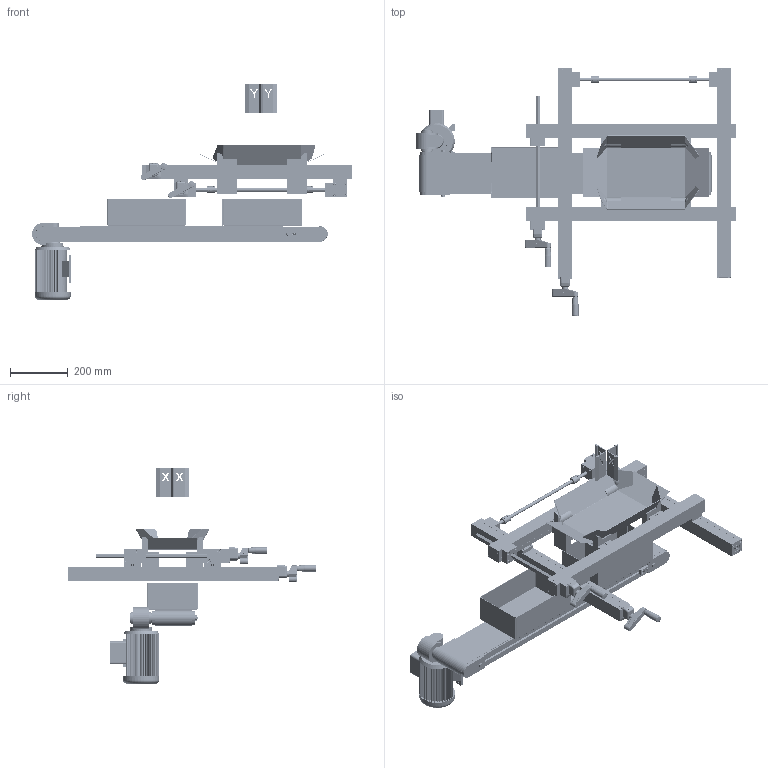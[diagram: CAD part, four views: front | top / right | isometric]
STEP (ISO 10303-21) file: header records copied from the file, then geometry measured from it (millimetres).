
FILE_DESCRIPTION(/* description */ ('Unknown'),/* implementation_level */ '2;1');
FILE_NAME(/* name */ 'A-0000220-Faltschachtverstellung-dy',/* time_stamp */ '2020-05-25T10:39:04+02:00',/* author */ ('Unknown'),/* organization */ ('Unknown'),/* preprocessor_version */ 'ST-DEVELOPER v16.7',/* originating_system */ 'Solid Edge',/* authorisation */ 'Unknown');
FILE_SCHEMA (('AUTOMOTIVE_DESIGN {1 0 10303 214 3 1 1}'));
Products named in the file (14): A-0000220-Faltschachtverstellung-dy; Faltwerkzeug; Profil-50-Faltschacht; A-0000070-Kegelradgetriebe50-im-Profil.dy; A-0000123-Schlitten50-60lg-Alu-dy_mir; T-0000151-6kt13-Welle; A-0000125-Flanschlager50-Stirnseite-dy; A-0000098-Deckel50-geschraubt-dy; Schachtel-halb-gefaltet; A-0000127-Digi-Adapterplatte-50-dy; Schachtel-geklebt; Drehmomentwelle-D12-FS-2-dy; TB-150br-1000lg-dy; ref-4x90G
Assembly tree (34 placements, depth 2):
  A-0000220-Faltschachtverstellung-dy
    Faltwerkzeug
    Profil-50-Faltschacht  x4
    A-0000070-Kegelradgetriebe50-im-Profil.dy  x4
    A-0000123-Schlitten50-60lg-Alu-dy_mir  x8
    T-0000151-6kt13-Welle
    A-0000125-Flanschlager50-Stirnseite-dy  x4
    A-0000098-Deckel50-geschraubt-dy  x4
    Schachtel-halb-gefaltet
    A-0000127-Digi-Adapterplatte-50-dy  x2
    Schachtel-geklebt  x2
    Drehmomentwelle-D12-FS-2-dy
    TB-150br-1000lg-dy
    ref-4x90G
Bounding box: 1106.59 x 858.61 x 746.15 mm (x, y, z)
Volume: 12499227.2 mm3; surface area: 4354470.5 mm2
Topology: 58 solids, 74 shells, 10967 faces, 29223 edges, 18923 vertices
Faces by surface type: plane 7062, cylinder 2063, cone 943, bspline 642, torus 183, sphere 74
Full cylindrical faces by diameter (mm): 1.7 x16, 3 x10, 3.2 x16, 4 x2, 4.1 x4, 4.2 x28, 4.917 x136, 5 x24, 5.3 x4, 5.5 x16, 5.8 x16, 5.917 x4, 6 x42, 6.2 x4, 6.4 x40, 7 x4, 7.8 x1, 8 x2, 8.96 x8, 10 x33, 11 x32, 11.5 x4, 12 x41, 12.8 x2, 13 x2, 13.024 x2, 14 x2, 15 x4, 15.5 x2, 16 x6
Entity records: 117443 total; most frequent: CARTESIAN_POINT 27484, ORIENTED_EDGE 14554, DIRECTION 14171, EDGE_CURVE 7277, LINE 5027, VECTOR 5027, VERTEX_POINT 4861, AXIS2_PLACEMENT_3D 4572
